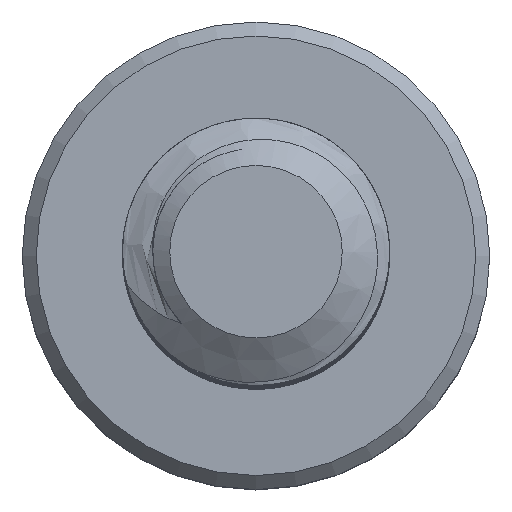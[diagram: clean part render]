
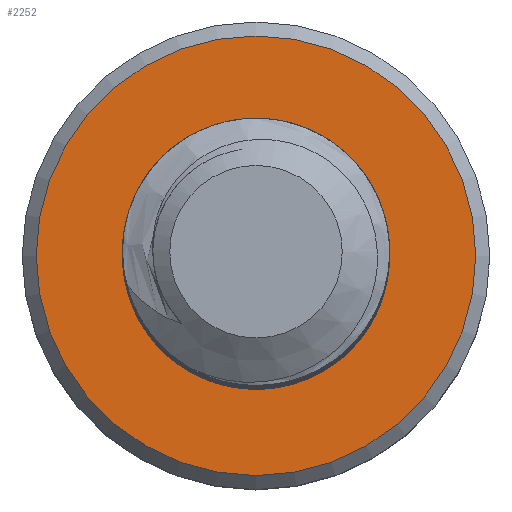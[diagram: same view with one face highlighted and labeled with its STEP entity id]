
A CAD part, top view. The second image highlights one B-rep face of the part: STEP entity #2252.
In plain terms, the highlighted planar face has unit normal (0, 0, 1).
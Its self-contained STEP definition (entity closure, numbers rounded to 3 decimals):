
#24=FACE_BOUND('',#288,.T.);
#27=PLANE('',#2410);
#163=FACE_OUTER_BOUND('',#287,.T.);
#287=EDGE_LOOP('',(#1997,#1998));
#288=EDGE_LOOP('',(#1999,#2000));
#301=CIRCLE('',#2281,2.);
#302=CIRCLE('',#2282,2.);
#308=CIRCLE('',#2387,3.29);
#309=CIRCLE('',#2388,3.29);
#763=VERTEX_POINT('',#2877);
#764=VERTEX_POINT('',#2879);
#968=VERTEX_POINT('',#10370);
#969=VERTEX_POINT('',#10372);
#994=EDGE_CURVE('',#763,#764,#301,.T.);
#995=EDGE_CURVE('',#764,#763,#302,.T.);
#1298=EDGE_CURVE('',#969,#968,#308,.T.);
#1299=EDGE_CURVE('',#968,#969,#309,.T.);
#1997=ORIENTED_EDGE('',*,*,#1298,.T.);
#1998=ORIENTED_EDGE('',*,*,#1299,.T.);
#1999=ORIENTED_EDGE('',*,*,#995,.F.);
#2000=ORIENTED_EDGE('',*,*,#994,.F.);
#2252=ADVANCED_FACE('',(#163,#24),#27,.F.);
#2281=AXIS2_PLACEMENT_3D('',#2880,#2433,#2434);
#2282=AXIS2_PLACEMENT_3D('',#2881,#2435,#2436);
#2387=AXIS2_PLACEMENT_3D('',#10373,#2743,#2744);
#2388=AXIS2_PLACEMENT_3D('',#10374,#2745,#2746);
#2410=AXIS2_PLACEMENT_3D('',#13067,#2792,#2793);
#2433=DIRECTION('center_axis',(0.,0.,1.));
#2434=DIRECTION('ref_axis',(1.,0.,0.));
#2435=DIRECTION('center_axis',(0.,0.,1.));
#2436=DIRECTION('ref_axis',(1.,0.,0.));
#2743=DIRECTION('center_axis',(0.,0.,1.));
#2744=DIRECTION('ref_axis',(-1.,0.,0.));
#2745=DIRECTION('center_axis',(0.,0.,1.));
#2746=DIRECTION('ref_axis',(-1.,0.,0.));
#2792=DIRECTION('center_axis',(0.,0.,-1.));
#2793=DIRECTION('ref_axis',(-1.,0.,0.));
#2877=CARTESIAN_POINT('',(-2.,0.,-35.));
#2879=CARTESIAN_POINT('',(2.,0.,-35.));
#2880=CARTESIAN_POINT('Origin',(0.,0.,-35.));
#2881=CARTESIAN_POINT('Origin',(0.,0.,-35.));
#10370=CARTESIAN_POINT('',(3.29,0.,-35.));
#10372=CARTESIAN_POINT('',(-3.29,0.,-35.));
#10373=CARTESIAN_POINT('Origin',(0.,0.,-35.));
#10374=CARTESIAN_POINT('Origin',(0.,0.,-35.));
#13067=CARTESIAN_POINT('Origin',(0.,0.,-35.));
